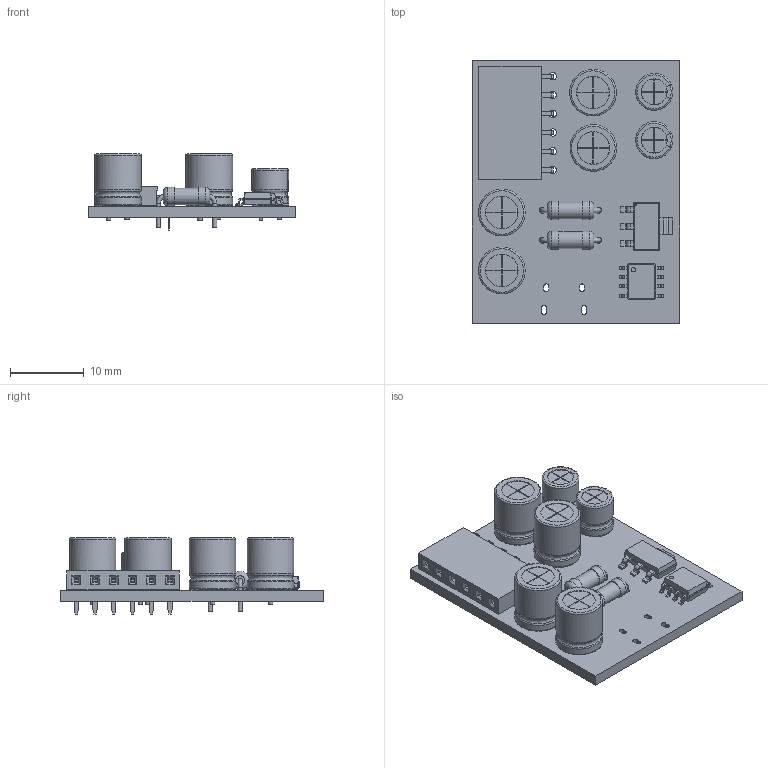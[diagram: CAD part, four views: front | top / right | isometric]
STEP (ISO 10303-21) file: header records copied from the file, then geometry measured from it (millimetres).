
FILE_DESCRIPTION(('KiCad electronic assembly'),'2;1');
FILE_NAME('Converter3V.step','2025-12-07T20:01:02',('Pcbnew'),('Kicad'), 'Open CASCADE STEP processor 7.9','KiCad to STEP converter','Unknown' );
FILE_SCHEMA(('AUTOMOTIVE_DESIGN { 1 0 10303 214 1 1 1 1 }'));
Length unit declared in the file: millimetre
Products named in the file (8): Converter3V 1; C_Radial_D6.3mm_H7.0mm_P2.50mm; R_Axial_DIN0207_L6.3mm_D2.5mm_P7.62mm_Horizontal; SOIC-8_3.9x4.9mm_P1.27mm; CP_Radial_D5.0mm_P2.50mm; SOT-223; PinSocket_1x06_P2.54mm_Horizontal; Converter3V_PCB
Assembly tree (12 placements, depth 2):
  Converter3V 1
    C_Radial_D6.3mm_H7.0mm_P2.50mm  x4
    R_Axial_DIN0207_L6.3mm_D2.5mm_P7.62mm_Horizontal  x2
    SOIC-8_3.9x4.9mm_P1.27mm
    CP_Radial_D5.0mm_P2.50mm  x2
    SOT-223
    PinSocket_1x06_P2.54mm_Horizontal
    Converter3V_PCB
Bounding box: 28.1 x 35.5 x 10.3 mm (x, y, z)
Volume: 2950.1 mm3; surface area: 4417.5 mm2
Topology: 12 solids, 18 shells, 712 faces, 1770 edges, 1136 vertices
Faces by surface type: plane 480, cylinder 154, bspline 44, revolution 18, torus 16
Full cylindrical faces by diameter (mm): 0.5 x4, 0.6 x12, 0.8 x16, 1 x6, 2.25 x2, 2.5 x4, 4.41 x12, 6.3 x8
Entity records: 22735 total; most frequent: CARTESIAN_POINT 4184, ORIENTED_EDGE 2852, DIRECTION 2697, EDGE_CURVE 1427, LINE 1090, VECTOR 1090, VERTEX_POINT 917, AXIS2_PLACEMENT_3D 800
